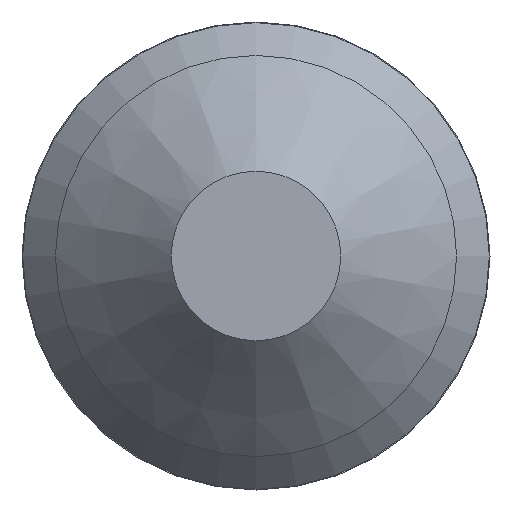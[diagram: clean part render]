
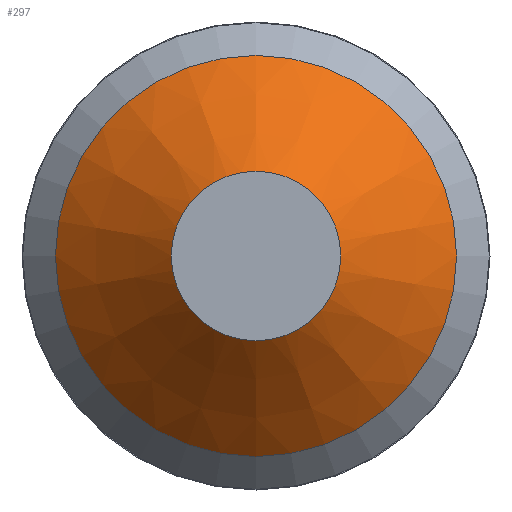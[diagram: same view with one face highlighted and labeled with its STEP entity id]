
A CAD part, front view. The second image highlights one B-rep face of the part: STEP entity #297.
In plain terms, the highlighted conical face has half-angle 45 degrees and reference radius 0.84 mm.
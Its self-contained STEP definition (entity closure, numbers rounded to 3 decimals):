
#77=CONICAL_SURFACE('',#361,0.84,0.785);
#122=ORIENTED_EDGE('',*,*,#145,.T.);
#123=ORIENTED_EDGE('',*,*,#144,.F.);
#144=EDGE_CURVE('',#165,#165,#185,.T.);
#145=EDGE_CURVE('',#166,#166,#186,.T.);
#165=VERTEX_POINT('',#557);
#166=VERTEX_POINT('',#560);
#185=CIRCLE('',#360,0.84);
#186=CIRCLE('',#362,0.355);
#223=EDGE_LOOP('',(#122));
#224=EDGE_LOOP('',(#123));
#264=FACE_BOUND('',#223,.T.);
#265=FACE_BOUND('',#224,.T.);
#297=ADVANCED_FACE('',(#264,#265),#77,.T.);
#360=AXIS2_PLACEMENT_3D('',#556,#458,#459);
#361=AXIS2_PLACEMENT_3D('',#558,#460,#461);
#362=AXIS2_PLACEMENT_3D('',#559,#462,#463);
#458=DIRECTION('',(0.,1.,0.));
#459=DIRECTION('',(0.,0.,1.));
#460=DIRECTION('',(0.,1.,0.));
#461=DIRECTION('',(0.,0.,1.));
#462=DIRECTION('',(0.,1.,0.));
#463=DIRECTION('',(0.,0.,1.));
#556=CARTESIAN_POINT('',(0.,-0.5,0.));
#557=CARTESIAN_POINT('',(0.,-0.5,0.84));
#558=CARTESIAN_POINT('',(0.,-0.5,0.));
#559=CARTESIAN_POINT('',(0.,-0.985,0.));
#560=CARTESIAN_POINT('',(0.,-0.985,0.355));
